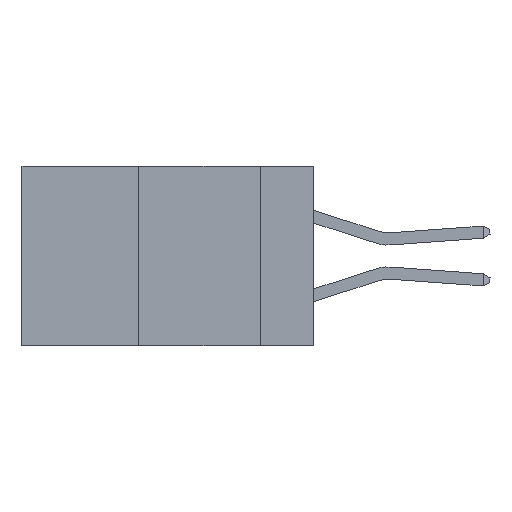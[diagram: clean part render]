
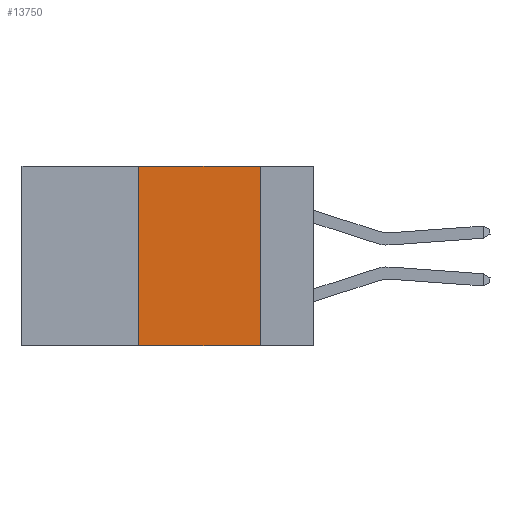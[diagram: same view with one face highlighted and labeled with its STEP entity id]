
A CAD part, left-side view. The second image highlights one B-rep face of the part: STEP entity #13750.
In plain terms, the highlighted planar face has unit normal (-1, 0, 0).
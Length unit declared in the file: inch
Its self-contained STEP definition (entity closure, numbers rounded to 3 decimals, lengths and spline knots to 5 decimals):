
#57 = PLANE ( 'NONE',  #11761 ) ;
#2742 = DIRECTION ( 'NONE',  ( 0., 0., -1. ) ) ;
#3749 = CARTESIAN_POINT ( 'NONE',  ( 0., 0.11, 0. ) ) ;
#3880 = EDGE_CURVE ( 'NONE', #4779, #10213, #16179, .T. ) ;
#4779 = VERTEX_POINT ( 'NONE', #6677 ) ;
#4962 = DIRECTION ( 'NONE',  ( 0., -1., 0. ) ) ;
#5451 = CARTESIAN_POINT ( 'NONE',  ( 0., 0.36, 0. ) ) ;
#5830 = CARTESIAN_POINT ( 'NONE',  ( 0., 0.11, 0. ) ) ;
#5867 = VECTOR ( 'NONE', #16554, 39.37008 ) ;
#5924 = ORIENTED_EDGE ( 'NONE', *, *, #14252, .F. ) ;
#6677 = CARTESIAN_POINT ( 'NONE',  ( 0., 0.36, -0.37 ) ) ;
#6712 = ORIENTED_EDGE ( 'NONE', *, *, #3880, .T. ) ;
#8601 = LINE ( 'NONE', #15256, #16445 ) ;
#8801 = CARTESIAN_POINT ( 'NONE',  ( 0., 0.6, -0.37 ) ) ;
#8848 = VECTOR ( 'NONE', #10278, 39.37008 ) ;
#9187 = CARTESIAN_POINT ( 'NONE',  ( 0., 0.6, 0. ) ) ;
#9979 = CARTESIAN_POINT ( 'NONE',  ( 0., 0.36, 0. ) ) ;
#10213 = VERTEX_POINT ( 'NONE', #15648 ) ;
#10278 = DIRECTION ( 'NONE',  ( 0., 0., -1. ) ) ;
#10523 = DIRECTION ( 'NONE',  ( 1., 0., 0. ) ) ;
#11099 = EDGE_CURVE ( 'NONE', #12835, #14682, #8601, .T. ) ;
#11761 = AXIS2_PLACEMENT_3D ( 'NONE', #9187, #10523, #2742 ) ;
#11983 = DIRECTION ( 'NONE',  ( 0., 0., 1. ) ) ;
#12332 = LINE ( 'NONE', #3749, #8848 ) ;
#12722 = LINE ( 'NONE', #5451, #15714 ) ;
#12835 = VERTEX_POINT ( 'NONE', #9979 ) ;
#12844 = ORIENTED_EDGE ( 'NONE', *, *, #11099, .F. ) ;
#13741 = EDGE_LOOP ( 'NONE', ( #5924, #12844, #16637, #6712 ) ) ;
#13750 = ADVANCED_FACE ( 'NONE', ( #16559 ), #57, .F. ) ;
#14252 = EDGE_CURVE ( 'NONE', #14682, #10213, #12332, .T. ) ;
#14682 = VERTEX_POINT ( 'NONE', #5830 ) ;
#15156 = EDGE_CURVE ( 'NONE', #4779, #12835, #12722, .T. ) ;
#15256 = CARTESIAN_POINT ( 'NONE',  ( 0., 0.6, 0. ) ) ;
#15648 = CARTESIAN_POINT ( 'NONE',  ( 0., 0.11, -0.37 ) ) ;
#15714 = VECTOR ( 'NONE', #11983, 39.37008 ) ;
#16179 = LINE ( 'NONE', #8801, #5867 ) ;
#16445 = VECTOR ( 'NONE', #4962, 39.37008 ) ;
#16554 = DIRECTION ( 'NONE',  ( 0., -1., 0. ) ) ;
#16559 = FACE_OUTER_BOUND ( 'NONE', #13741, .T. ) ;
#16637 = ORIENTED_EDGE ( 'NONE', *, *, #15156, .F. ) ;
